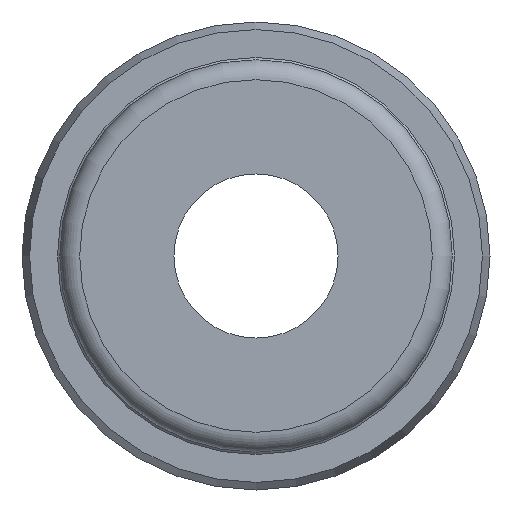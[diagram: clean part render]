
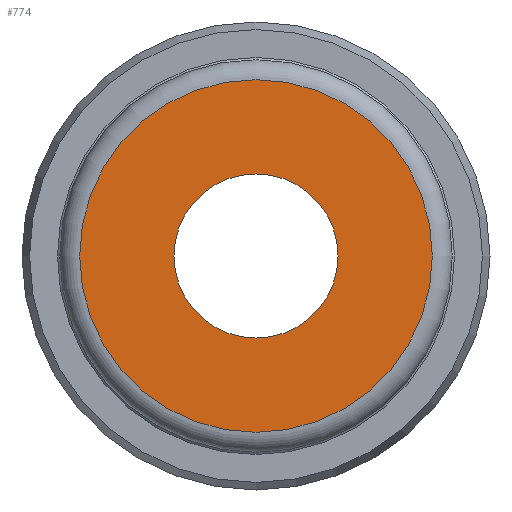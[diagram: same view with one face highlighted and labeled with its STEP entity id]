
A CAD part, front view. The second image highlights one B-rep face of the part: STEP entity #774.
In plain terms, the highlighted planar face has unit normal (0, -1, 0).
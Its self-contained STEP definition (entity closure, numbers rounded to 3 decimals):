
#30=PLANE('',#859);
#130=ORIENTED_EDGE('',*,*,#178,.F.);
#131=ORIENTED_EDGE('',*,*,#177,.T.);
#177=EDGE_CURVE('',#219,#219,#261,.T.);
#178=EDGE_CURVE('',#220,#220,#262,.F.);
#219=VERTEX_POINT('',#1151);
#220=VERTEX_POINT('',#1154);
#261=CIRCLE('',#858,7.95);
#262=CIRCLE('',#860,3.7);
#340=EDGE_LOOP('',(#130));
#341=EDGE_LOOP('',(#131));
#424=FACE_BOUND('',#340,.T.);
#425=FACE_BOUND('',#341,.T.);
#774=ADVANCED_FACE('',(#424,#425),#30,.F.);
#858=AXIS2_PLACEMENT_3D('',#1150,#1018,#1019);
#859=AXIS2_PLACEMENT_3D('',#1152,#1020,#1021);
#860=AXIS2_PLACEMENT_3D('',#1153,#1022,#1023);
#1018=DIRECTION('',(0.,-1.,0.));
#1019=DIRECTION('',(0.,0.,-1.));
#1020=DIRECTION('',(0.,1.,0.));
#1021=DIRECTION('',(0.,0.,1.));
#1022=DIRECTION('',(0.,1.,0.));
#1023=DIRECTION('',(0.,0.,1.));
#1150=CARTESIAN_POINT('',(0.,0.,0.));
#1151=CARTESIAN_POINT('',(0.,0.,-7.95));
#1152=CARTESIAN_POINT('',(7.95,0.,0.));
#1153=CARTESIAN_POINT('',(0.,0.,0.));
#1154=CARTESIAN_POINT('',(0.,0.,3.7));
